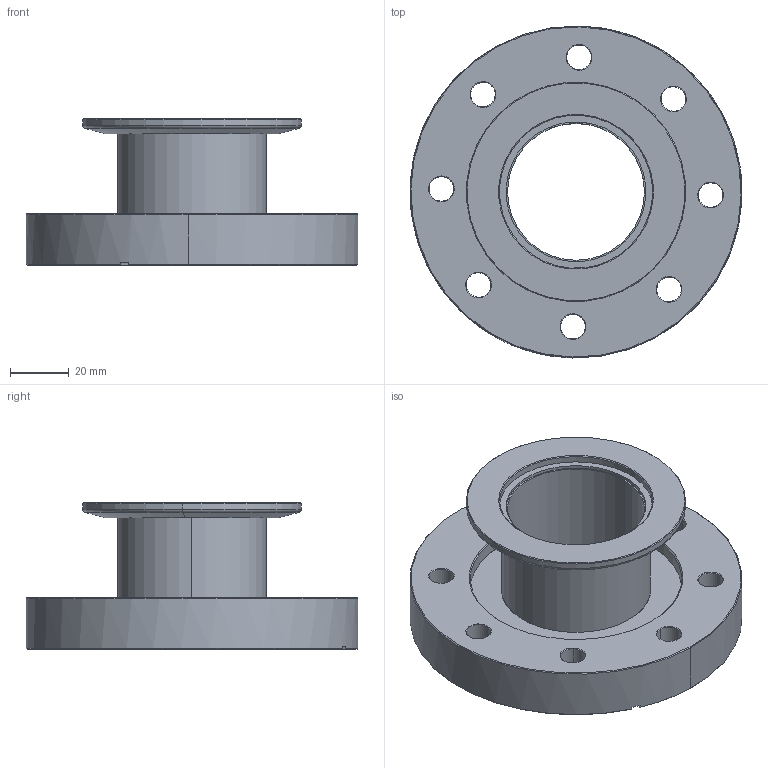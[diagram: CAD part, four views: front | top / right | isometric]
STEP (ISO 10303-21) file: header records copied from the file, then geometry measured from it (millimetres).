
FILE_DESCRIPTION (( 'STEP AP214' ), '1' );
FILE_NAME ('Hositrad_CFA63-KF50.STEP', '2017-05-10T14:52:10', ( 'Gebruiker' ), ( '' ), 'SwSTEP 2.0', 'SolidWorks 2017', '' );
FILE_SCHEMA (( 'AUTOMOTIVE_DESIGN' ));
Length unit declared in the file: millimetre
Products named in the file (6): CF63-70-R-innerring_CFA63-KF50; CF63-R-outerring; Hositrad_CFA63-KF50; KF50WS_KF50-50; CF63-70-R; CF-To-KF-Adaptors-All_CFA63-KF50
Assembly tree (5 placements, depth 3):
  Hositrad_CFA63-KF50
    CF-To-KF-Adaptors-All_CFA63-KF50
    CF63-70-R
      CF63-R-outerring
      CF63-70-R-innerring_CFA63-KF50
    KF50WS_KF50-50
Bounding box: 113.47 x 113.47 x 50 mm (x, y, z)
Volume: 143470 mm3; surface area: 55704.8 mm2
Topology: 4 solids, 4 shells, 123 faces, 276 edges, 164 vertices
Faces by surface type: cone 62, cylinder 40, plane 19, torus 2
Entity records: 3726 total; most frequent: DIRECTION 686, CARTESIAN_POINT 596, ORIENTED_EDGE 552, AXIS2_PLACEMENT_3D 286, EDGE_CURVE 276, VERTEX_POINT 164, CIRCLE 154, EDGE_LOOP 150
